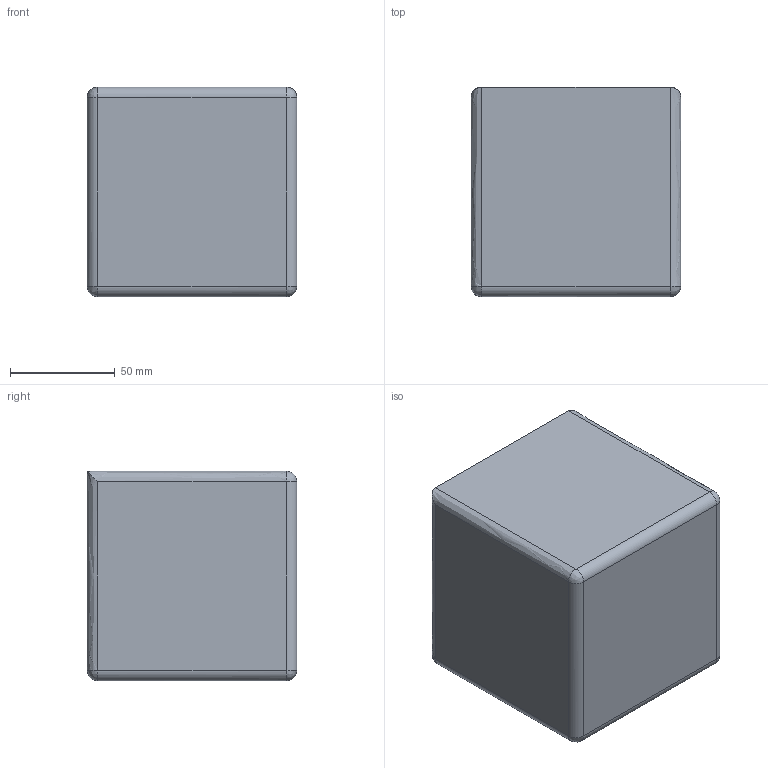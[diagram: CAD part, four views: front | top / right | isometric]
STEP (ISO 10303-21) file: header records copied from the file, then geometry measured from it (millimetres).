
FILE_DESCRIPTION(('STEP'), '1');
FILE_NAME('Part', '2023-12-11T09:40:21', (''), (''), 'Express v1.0.0.0', 'Express Tool', 'Unknown');
FILE_SCHEMA(('AUTOMOTIVE_DESIGN'));
Length unit declared in the file: millimetre
Products named in the file (1): Part
Bounding box: 100 x 100 x 100 mm (x, y, z)
Volume: 994250.2 mm3; surface area: 57611.5 mm2
Topology: 1 solids, 1 shells, 23 faces, 49 edges, 22 vertices
Faces by surface type: bspline 23
Entity records: 650 total; most frequent: CARTESIAN_POINT 371, ORIENTED_EDGE 86, EDGE_CURVE 43, B_SPLINE_CURVE_WITH_KNOTS 25, ADVANCED_FACE 23, FACE_OUTER_BOUND 23, EDGE_LOOP 23, VERTEX_POINT 22
